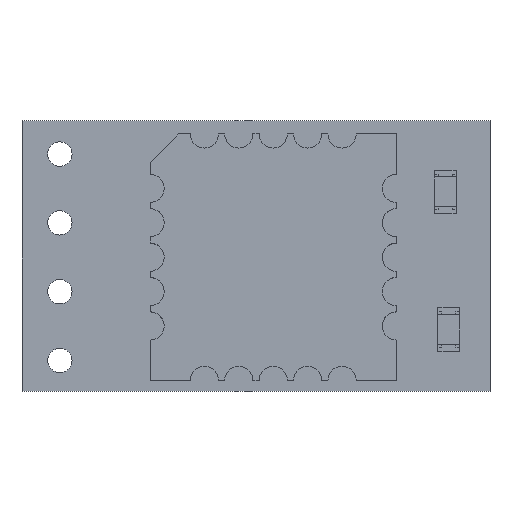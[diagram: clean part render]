
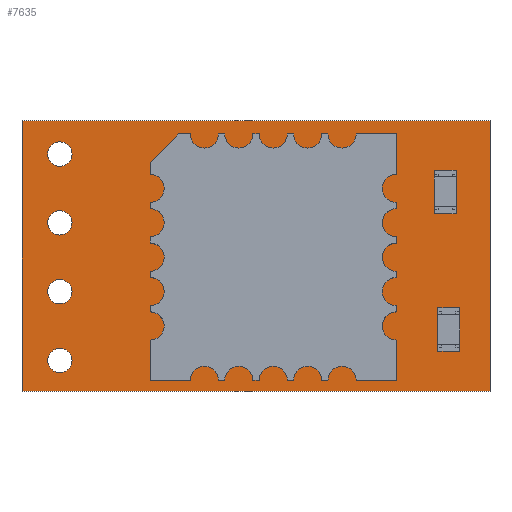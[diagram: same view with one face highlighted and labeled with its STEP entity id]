
A CAD part, top view. The second image highlights one B-rep face of the part: STEP entity #7635.
In plain terms, the highlighted planar face has unit normal (0, 0, 1).
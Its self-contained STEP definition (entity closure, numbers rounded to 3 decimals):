
#7362 = VERTEX_POINT('',#7363);
#7363 = CARTESIAN_POINT('',(51.689,95.885,0.));
#7369 = EDGE_CURVE('',#7362,#7370,#7372,.T.);
#7370 = VERTEX_POINT('',#7371);
#7371 = CARTESIAN_POINT('',(51.689,105.885,0.));
#7372 = LINE('',#7373,#7374);
#7373 = CARTESIAN_POINT('',(51.689,95.885,0.));
#7374 = VECTOR('',#7375,1.);
#7375 = DIRECTION('',(0.,1.,0.));
#7400 = EDGE_CURVE('',#7370,#7401,#7403,.T.);
#7401 = VERTEX_POINT('',#7402);
#7402 = CARTESIAN_POINT('',(68.961,105.885,0.));
#7403 = LINE('',#7404,#7405);
#7404 = CARTESIAN_POINT('',(51.689,105.885,0.));
#7405 = VECTOR('',#7406,1.);
#7406 = DIRECTION('',(1.,0.,0.));
#7431 = EDGE_CURVE('',#7401,#7432,#7434,.T.);
#7432 = VERTEX_POINT('',#7433);
#7433 = CARTESIAN_POINT('',(68.961,95.885,0.));
#7434 = LINE('',#7435,#7436);
#7435 = CARTESIAN_POINT('',(68.961,105.885,0.));
#7436 = VECTOR('',#7437,1.);
#7437 = DIRECTION('',(0.,-1.,0.));
#7462 = EDGE_CURVE('',#7432,#7362,#7463,.T.);
#7463 = LINE('',#7464,#7465);
#7464 = CARTESIAN_POINT('',(68.961,95.885,0.));
#7465 = VECTOR('',#7466,1.);
#7466 = DIRECTION('',(-1.,0.,0.));
#7486 = VERTEX_POINT('',#7487);
#7487 = CARTESIAN_POINT('',(53.536,97.028,0.));
#7493 = EDGE_CURVE('',#7486,#7486,#7494,.T.);
#7494 = CIRCLE('',#7495,0.45);
#7495 = AXIS2_PLACEMENT_3D('',#7496,#7497,#7498);
#7496 = CARTESIAN_POINT('',(53.086,97.028,0.));
#7497 = DIRECTION('',(0.,0.,1.));
#7498 = DIRECTION('',(1.,0.,0.));
#7519 = VERTEX_POINT('',#7520);
#7520 = CARTESIAN_POINT('',(53.536,99.568,0.));
#7526 = EDGE_CURVE('',#7519,#7519,#7527,.T.);
#7527 = CIRCLE('',#7528,0.45);
#7528 = AXIS2_PLACEMENT_3D('',#7529,#7530,#7531);
#7529 = CARTESIAN_POINT('',(53.086,99.568,0.));
#7530 = DIRECTION('',(0.,0.,1.));
#7531 = DIRECTION('',(1.,0.,0.));
#7552 = VERTEX_POINT('',#7553);
#7553 = CARTESIAN_POINT('',(53.536,102.108,0.));
#7559 = EDGE_CURVE('',#7552,#7552,#7560,.T.);
#7560 = CIRCLE('',#7561,0.45);
#7561 = AXIS2_PLACEMENT_3D('',#7562,#7563,#7564);
#7562 = CARTESIAN_POINT('',(53.086,102.108,0.));
#7563 = DIRECTION('',(0.,0.,1.));
#7564 = DIRECTION('',(1.,0.,0.));
#7585 = VERTEX_POINT('',#7586);
#7586 = CARTESIAN_POINT('',(53.536,104.648,0.));
#7592 = EDGE_CURVE('',#7585,#7585,#7593,.T.);
#7593 = CIRCLE('',#7594,0.45);
#7594 = AXIS2_PLACEMENT_3D('',#7595,#7596,#7597);
#7595 = CARTESIAN_POINT('',(53.086,104.648,0.));
#7596 = DIRECTION('',(0.,0.,1.));
#7597 = DIRECTION('',(1.,0.,0.));
#7635 = ADVANCED_FACE('',(#7636,#7642,#7645,#7648,#7651),#7654,.T.);
#7636 = FACE_BOUND('',#7637,.F.);
#7637 = EDGE_LOOP('',(#7638,#7639,#7640,#7641));
#7638 = ORIENTED_EDGE('',*,*,#7369,.T.);
#7639 = ORIENTED_EDGE('',*,*,#7400,.T.);
#7640 = ORIENTED_EDGE('',*,*,#7431,.T.);
#7641 = ORIENTED_EDGE('',*,*,#7462,.T.);
#7642 = FACE_BOUND('',#7643,.T.);
#7643 = EDGE_LOOP('',(#7644));
#7644 = ORIENTED_EDGE('',*,*,#7493,.F.);
#7645 = FACE_BOUND('',#7646,.T.);
#7646 = EDGE_LOOP('',(#7647));
#7647 = ORIENTED_EDGE('',*,*,#7526,.F.);
#7648 = FACE_BOUND('',#7649,.T.);
#7649 = EDGE_LOOP('',(#7650));
#7650 = ORIENTED_EDGE('',*,*,#7559,.F.);
#7651 = FACE_BOUND('',#7652,.T.);
#7652 = EDGE_LOOP('',(#7653));
#7653 = ORIENTED_EDGE('',*,*,#7592,.F.);
#7654 = PLANE('',#7655);
#7655 = AXIS2_PLACEMENT_3D('',#7656,#7657,#7658);
#7656 = CARTESIAN_POINT('',(51.689,95.885,0.));
#7657 = DIRECTION('',(0.,0.,1.));
#7658 = DIRECTION('',(1.,0.,0.));
